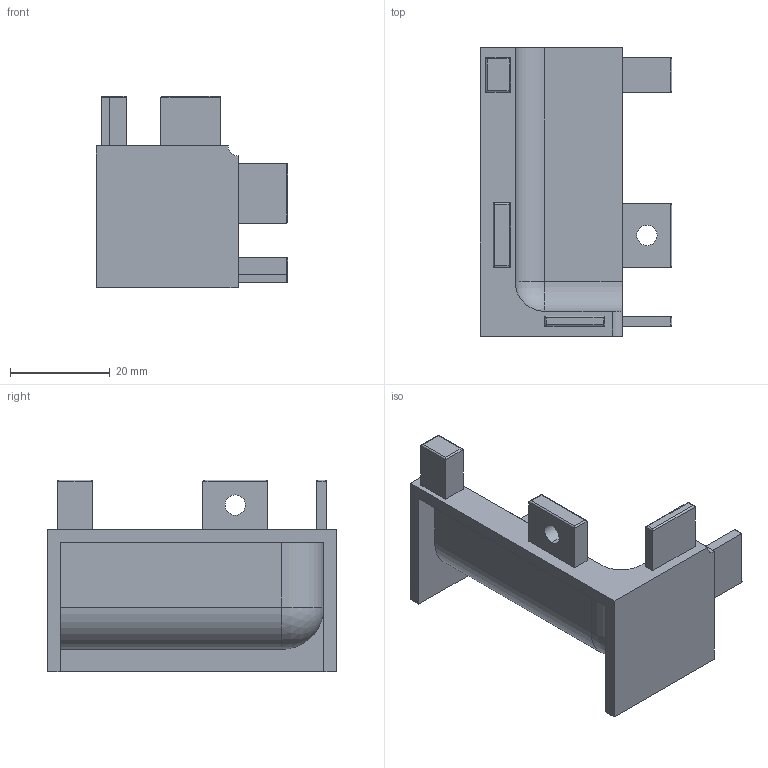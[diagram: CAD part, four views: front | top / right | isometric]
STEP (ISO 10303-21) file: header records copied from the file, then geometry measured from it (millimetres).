
FILE_DESCRIPTION (( 'STEP AP214' ), '1' );
FILE_NAME ('F002293,F002296,F002299,F002302_3D.step', '2022-11-21T18:11:50', ( '' ), ( '' ), 'SwSTEP 2.0', 'SolidWorks 2020', '' );
FILE_SCHEMA (( 'AUTOMOTIVE_DESIGN' ));
Length unit declared in the file: millimetre
Products named in the file (1): F002293,F002296,F002299,F002302_3D
Bounding box: 38.5 x 58 x 38.5 mm (x, y, z)
Volume: 12581 mm3; surface area: 10412 mm2
Topology: 1 solids, 1 shells, 82 faces, 194 edges, 118 vertices
Faces by surface type: plane 45, cylinder 35, sphere 2
Entity records: 2320 total; most frequent: CARTESIAN_POINT 465, ORIENTED_EDGE 384, DIRECTION 356, EDGE_CURVE 192, LINE 146, VECTOR 146, VERTEX_POINT 118, AXIS2_PLACEMENT_3D 105
